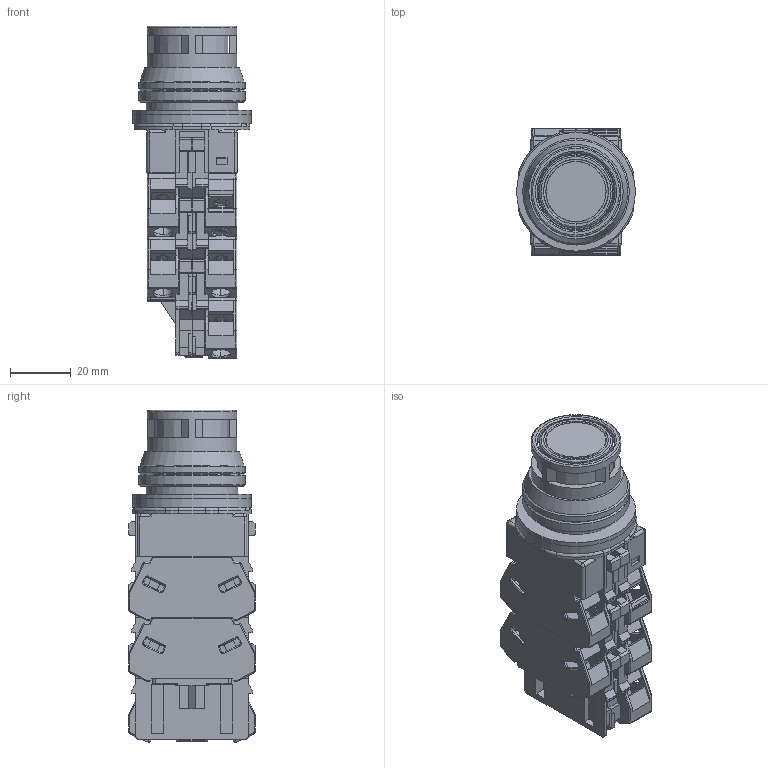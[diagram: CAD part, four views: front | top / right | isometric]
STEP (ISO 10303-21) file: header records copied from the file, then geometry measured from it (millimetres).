
FILE_DESCRIPTION (( 'STEP AP214' ), '1' );
FILE_NAME ('A(O)LFN2##xxDN$.STEP', '2021-01-28T06:06:42', ( '' ), ( '' ), 'SwSTEP 2.0', 'SolidWorks 2019', '' );
FILE_SCHEMA (( 'AUTOMOTIVE_DESIGN' ));
Length unit declared in the file: millimetre
Products named in the file (9): OW-11; HW-GA1N; A(O)LFN2##xxDN$; A(O)LN2_BODY; N-TYPE-PB-LOCK-NUT; HW-DB; OW-12; HW-Uxx(R); ALN-2FL-FULLGUARD
Assembly tree (11 placements, depth 2):
  A(O)LFN2##xxDN$
    A(O)LN2_BODY
    OW-12
    OW-11
    N-TYPE-PB-LOCK-NUT
    HW-Uxx(R)  x4
    HW-GA1N
    HW-DB
    ALN-2FL-FULLGUARD
Bounding box: 39 x 41.4 x 109 mm (x, y, z)
Volume: 94317.6 mm3; surface area: 44221 mm2
Topology: 12 solids, 12 shells, 1650 faces, 4508 edges, 2893 vertices
Faces by surface type: plane 1050, cylinder 410, bspline 154, cone 18, torus 14, sphere 4
Full cylindrical faces by diameter (mm): 3.5 x10, 6.2 x2, 6.5 x2, 25 x1, 25.6 x1, 29.5 x3, 30 x3, 32.8 x1, 33 x1, 35 x2, 39 x2
Entity records: 29984 total; most frequent: CARTESIAN_POINT 7908, ORIENTED_EDGE 4656, DIRECTION 4232, EDGE_CURVE 2328, LINE 1734, VECTOR 1734, VERTEX_POINT 1532, AXIS2_PLACEMENT_3D 1249
